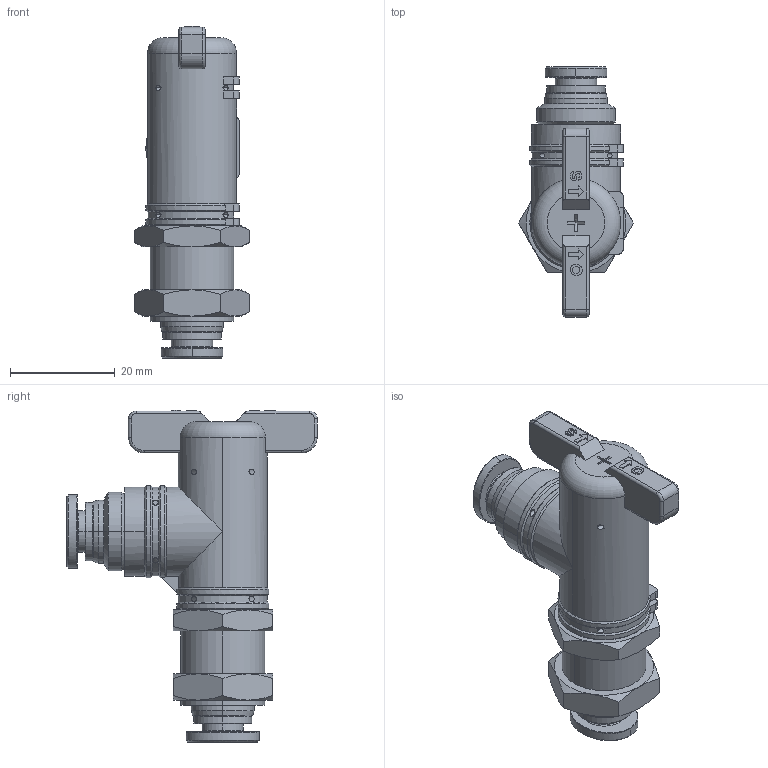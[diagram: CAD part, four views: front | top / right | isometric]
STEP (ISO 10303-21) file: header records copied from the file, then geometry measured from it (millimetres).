
FILE_DESCRIPTION((''),'2;1');
FILE_NAME('BLM200606-mdt.stp','2017-07-24T19:17:30',(''),(''),'Mechanical Desktop 2009','Mechanical Desktop 2009',', , ');
FILE_SCHEMA(('CONFIG_CONTROL_DESIGN'));
Length unit declared in the file: millimetre
Products named in the file (7): BLM200606-MDTA; BLM200606-MDT; BOLT-M3; FFF; COLLAR-06C; BC6-20; HA
Assembly tree (7 placements, depth 3):
  BLM200606-MDTA
    BLM200606-MDT
    BOLT-M3
    FFF
      COLLAR-06C
    BC6-20
      COLLAR-06C
    HA
Bounding box: 21.94 x 47.75 x 63.35 mm (x, y, z)
Volume: 17523 mm3; surface area: 6824.5 mm2
Topology: 1 solids, 3 shells, 439 faces, 1111 edges, 704 vertices
Faces by surface type: plane 243, cylinder 110, cone 52, torus 22, bspline 12
Entity records: 15476 total; most frequent: CARTESIAN_POINT 4942, ORIENTED_EDGE 2218, DIRECTION 2095, EDGE_CURVE 1109, AXIS2_PLACEMENT_3D 705, VERTEX_POINT 704, VECTOR 685, LINE 685
